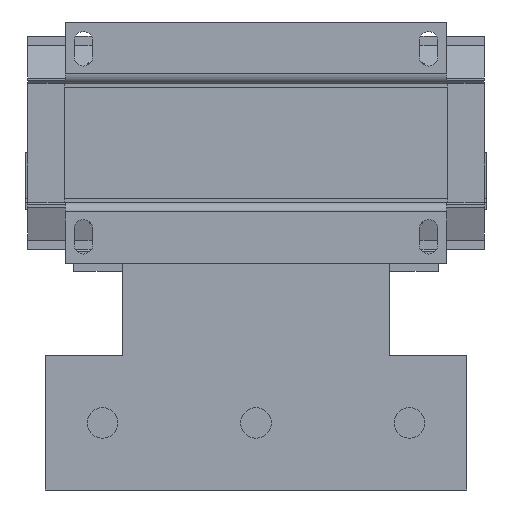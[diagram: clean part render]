
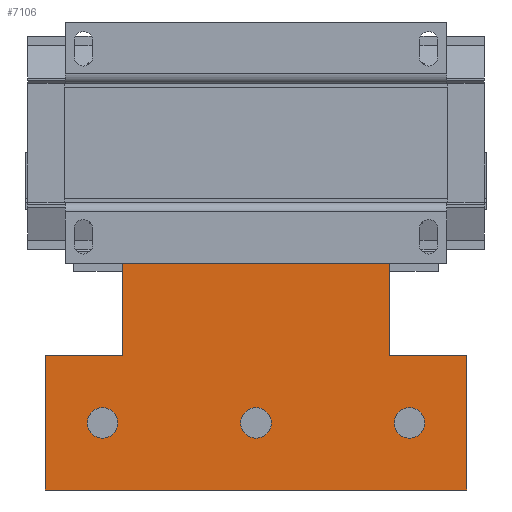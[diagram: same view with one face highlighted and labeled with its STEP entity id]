
A CAD part, front view. The second image highlights one B-rep face of the part: STEP entity #7106.
In plain terms, the highlighted planar face has unit normal (0, -1, 0).
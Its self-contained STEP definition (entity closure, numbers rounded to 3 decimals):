
#36 = EDGE_CURVE ( 'Defeature ausgef�hrt3_22+Defeature ausgef�hrt3_457+Defeature ausgef�hrt3_457+Defeature ausgef�hrt3_457', #17653, #10400, #21300, .T. ) ;
#279 = EDGE_CURVE ( 'Defeature ausgef�hrt3_22+Defeature ausgef�hrt3_445+Defeature ausgef�hrt3_445+Defeature ausgef�hrt3_445', #20595, #7777, #20451, .T. ) ;
#552 = VECTOR ( 'NONE', #15173, 1000. ) ;
#658 = CARTESIAN_POINT ( 'NONE',  ( -0.005, -36.4, -73. ) ) ;
#713 = DIRECTION ( 'NONE',  ( 1., 0., 0. ) ) ;
#798 = CARTESIAN_POINT ( 'NONE',  ( -55., -36.4, -90.5 ) ) ;
#869 = EDGE_LOOP ( 'NONE', ( #2362, #14932 ) ) ;
#990 = DIRECTION ( 'NONE',  ( 1., 0., 0. ) ) ;
#1293 = DIRECTION ( 'NONE',  ( 0., 0., -1. ) ) ;
#1764 = DIRECTION ( 'NONE',  ( 0., 0., -1. ) ) ;
#2148 = DIRECTION ( 'NONE',  ( 0., 0., -1. ) ) ;
#2278 = DIRECTION ( 'NONE',  ( 0., 1., 0. ) ) ;
#2362 = ORIENTED_EDGE ( 'NONE', *, *, #279, .T. ) ;
#2683 = DIRECTION ( 'NONE',  ( 0., 0., 1. ) ) ;
#2709 = AXIS2_PLACEMENT_3D ( 'NONE', #16888, #15132, #22115 ) ;
#2754 = CARTESIAN_POINT ( 'NONE',  ( -34.75, -36.4, -18. ) ) ;
#2794 = LINE ( 'NONE', #11407, #15529 ) ;
#3058 = CARTESIAN_POINT ( 'NONE',  ( -40.005, -36.4, -73. ) ) ;
#3071 = VECTOR ( 'NONE', #12074, 1000. ) ;
#3121 = VERTEX_POINT ( 'NONE', #3652 ) ;
#3298 = EDGE_CURVE ( 'Defeature ausgef�hrt3_22+Defeature ausgef�hrt3_451+Defeature ausgef�hrt3_451+Defeature ausgef�hrt3_451', #3121, #16886, #5375, .T. ) ;
#3652 = CARTESIAN_POINT ( 'NONE',  ( -40.005, -36.4, -69.005 ) ) ;
#3817 = CARTESIAN_POINT ( 'NONE',  ( 39.995, -36.4, -69.005 ) ) ;
#3920 = CARTESIAN_POINT ( 'NONE',  ( -0.005, -36.4, -73. ) ) ;
#4256 = CARTESIAN_POINT ( 'NONE',  ( -34.75, -36.4, -55.5 ) ) ;
#4410 = VERTEX_POINT ( 'NONE', #20915 ) ;
#4477 = CARTESIAN_POINT ( 'NONE',  ( -55., -36.4, -55.5 ) ) ;
#4619 = DIRECTION ( 'NONE',  ( 0., 1., 0. ) ) ;
#4719 = CARTESIAN_POINT ( 'NONE',  ( 34.75, -36.4, -18. ) ) ;
#5126 = CARTESIAN_POINT ( 'NONE',  ( -55., -36.4, -90.5 ) ) ;
#5251 = LINE ( 'NONE', #22010, #552 ) ;
#5350 = DIRECTION ( 'NONE',  ( 0., 1., 0. ) ) ;
#5375 = CIRCLE ( 'NONE', #16758, 3.995 ) ;
#6307 = EDGE_CURVE ( 'Defeature ausgef�hrt3_26+Defeature ausgef�hrt3_22+Defeature ausgef�hrt3_25+Defeature ausgef�hrt3_27', #22073, #9659, #5251, .T. ) ;
#6406 = ORIENTED_EDGE ( 'NONE', *, *, #36, .T. ) ;
#6882 = LINE ( 'NONE', #17355, #18191 ) ;
#6971 = CARTESIAN_POINT ( 'NONE',  ( -40.005, -36.4, -76.995 ) ) ;
#7106 = ADVANCED_FACE ( 'Defeature ausgef�hrt3_22', ( #7386, #12099, #20912, #22278 ), #22502, .T. ) ;
#7386 = FACE_BOUND ( 'NONE', #17969, .T. ) ;
#7504 = CARTESIAN_POINT ( 'NONE',  ( -40.005, -36.4, -73. ) ) ;
#7771 = LINE ( 'NONE', #5126, #3071 ) ;
#7777 = VERTEX_POINT ( 'NONE', #3817 ) ;
#7980 = ORIENTED_EDGE ( 'NONE', *, *, #6307, .F. ) ;
#8020 = EDGE_LOOP ( 'NONE', ( #22226, #18804 ) ) ;
#8468 = CARTESIAN_POINT ( 'NONE',  ( 39.995, -36.4, -73. ) ) ;
#8625 = DIRECTION ( 'NONE',  ( 0., 0., -1. ) ) ;
#8893 = ORIENTED_EDGE ( 'NONE', *, *, #15931, .F. ) ;
#9263 = ORIENTED_EDGE ( 'NONE', *, *, #21464, .T. ) ;
#9282 = EDGE_CURVE ( 'Defeature ausgef�hrt3_25+Defeature ausgef�hrt3_22+Defeature ausgef�hrt3_24+Defeature ausgef�hrt3_26', #16678, #22073, #7771, .T. ) ;
#9659 = VERTEX_POINT ( 'NONE', #4477 ) ;
#9881 = ORIENTED_EDGE ( 'NONE', *, *, #16217, .F. ) ;
#10306 = DIRECTION ( 'NONE',  ( 0., 1., 0. ) ) ;
#10333 = CIRCLE ( 'NONE', #21725, 3.995 ) ;
#10400 = VERTEX_POINT ( 'NONE', #20494 ) ;
#10654 = CARTESIAN_POINT ( 'NONE',  ( 34.75, -36.4, -55.5 ) ) ;
#10687 = VECTOR ( 'NONE', #990, 1000. ) ;
#11115 = LINE ( 'NONE', #10654, #16101 ) ;
#11150 = DIRECTION ( 'NONE',  ( 0., 0., -1. ) ) ;
#11407 = CARTESIAN_POINT ( 'NONE',  ( -34.75, -36.4, -17. ) ) ;
#11447 = VERTEX_POINT ( 'NONE', #4719 ) ;
#11962 = CARTESIAN_POINT ( 'NONE',  ( 0., -36.4, -23.5 ) ) ;
#12074 = DIRECTION ( 'NONE',  ( -1., 0., 0. ) ) ;
#12099 = FACE_BOUND ( 'NONE', #8020, .T. ) ;
#12572 = EDGE_CURVE ( 'Defeature ausgef�hrt3_27+Defeature ausgef�hrt3_22+Defeature ausgef�hrt3_26+Defeature ausgef�hrt3_20', #9659, #19063, #20980, .T. ) ;
#12689 = ORIENTED_EDGE ( 'NONE', *, *, #12572, .F. ) ;
#12760 = VERTEX_POINT ( 'NONE', #16616 ) ;
#13014 = EDGE_CURVE ( 'Defeature ausgef�hrt3_24+Defeature ausgef�hrt3_22+Defeature ausgef�hrt3_23+Defeature ausgef�hrt3_25', #4410, #16678, #6882, .T. ) ;
#13404 = EDGE_CURVE ( 'Defeature ausgef�hrt3_22+Defeature ausgef�hrt3_445+Defeature ausgef�hrt3_445+Defeature ausgef�hrt3_445', #7777, #20595, #14305, .T. ) ;
#13775 = CARTESIAN_POINT ( 'NONE',  ( -34.75, -36.4, -55.5 ) ) ;
#13816 = CARTESIAN_POINT ( 'NONE',  ( 39.995, -36.4, -76.995 ) ) ;
#14202 = VECTOR ( 'NONE', #21118, 1000. ) ;
#14275 = DIRECTION ( 'NONE',  ( 1., 0., 0. ) ) ;
#14305 = CIRCLE ( 'NONE', #15008, 3.995 ) ;
#14717 = EDGE_CURVE ( 'Defeature ausgef�hrt3_19+Defeature ausgef�hrt3_22+Defeature ausgef�hrt3_16+Defeature ausgef�hrt3_23', #11447, #15821, #22444, .T. ) ;
#14932 = ORIENTED_EDGE ( 'NONE', *, *, #13404, .T. ) ;
#15008 = AXIS2_PLACEMENT_3D ( 'NONE', #8468, #10306, #8625 ) ;
#15132 = DIRECTION ( 'NONE',  ( 0., 1., 0. ) ) ;
#15173 = DIRECTION ( 'NONE',  ( 0., 0., 1. ) ) ;
#15529 = VECTOR ( 'NONE', #2683, 1000. ) ;
#15610 = CARTESIAN_POINT ( 'NONE',  ( 34.75, -36.4, -55.5 ) ) ;
#15745 = AXIS2_PLACEMENT_3D ( 'NONE', #3920, #17806, #2148 ) ;
#15821 = VERTEX_POINT ( 'NONE', #15610 ) ;
#15931 = EDGE_CURVE ( 'Defeature ausgef�hrt3_23+Defeature ausgef�hrt3_22+Defeature ausgef�hrt3_19+Defeature ausgef�hrt3_24', #15821, #4410, #11115, .T. ) ;
#15934 = AXIS2_PLACEMENT_3D ( 'NONE', #11962, #20822, #18976 ) ;
#16101 = VECTOR ( 'NONE', #14275, 1000. ) ;
#16217 = EDGE_CURVE ( 'Defeature ausgef�hrt3_20+Defeature ausgef�hrt3_22+Defeature ausgef�hrt3_27+Defeature ausgef�hrt3_15', #19063, #12760, #2794, .T. ) ;
#16616 = CARTESIAN_POINT ( 'NONE',  ( -34.75, -36.4, -18. ) ) ;
#16678 = VERTEX_POINT ( 'NONE', #18564 ) ;
#16758 = AXIS2_PLACEMENT_3D ( 'NONE', #7504, #5350, #17942 ) ;
#16886 = VERTEX_POINT ( 'NONE', #6971 ) ;
#16888 = CARTESIAN_POINT ( 'NONE',  ( 39.995, -36.4, -73. ) ) ;
#17291 = ORIENTED_EDGE ( 'NONE', *, *, #9282, .F. ) ;
#17355 = CARTESIAN_POINT ( 'NONE',  ( 55., -36.4, -55.5 ) ) ;
#17653 = VERTEX_POINT ( 'NONE', #21623 ) ;
#17699 = ORIENTED_EDGE ( 'NONE', *, *, #18416, .F. ) ;
#17806 = DIRECTION ( 'NONE',  ( 0., 1., 0. ) ) ;
#17942 = DIRECTION ( 'NONE',  ( 0., 0., -1. ) ) ;
#17969 = EDGE_LOOP ( 'NONE', ( #9263, #6406 ) ) ;
#18191 = VECTOR ( 'NONE', #1764, 1000. ) ;
#18416 = EDGE_CURVE ( 'Defeature ausgef�hrt3_18+Defeature ausgef�hrt3_22+Defeature ausgef�hrt3_15+Defeature ausgef�hrt3_16', #12760, #11447, #21736, .T. ) ;
#18564 = CARTESIAN_POINT ( 'NONE',  ( 55., -36.4, -90.5 ) ) ;
#18804 = ORIENTED_EDGE ( 'NONE', *, *, #3298, .T. ) ;
#18976 = DIRECTION ( 'NONE',  ( 0., 0., 1. ) ) ;
#18979 = ORIENTED_EDGE ( 'NONE', *, *, #13014, .F. ) ;
#19063 = VERTEX_POINT ( 'NONE', #13775 ) ;
#19319 = CARTESIAN_POINT ( 'NONE',  ( 34.75, -36.4, -17. ) ) ;
#19454 = EDGE_LOOP ( 'NONE', ( #22829, #17699, #9881, #12689, #7980, #17291, #18979, #8893 ) ) ;
#19636 = AXIS2_PLACEMENT_3D ( 'NONE', #658, #2278, #11150 ) ;
#20427 = VECTOR ( 'NONE', #713, 1000. ) ;
#20451 = CIRCLE ( 'NONE', #2709, 3.995 ) ;
#20494 = CARTESIAN_POINT ( 'NONE',  ( -0.005, -36.4, -76.995 ) ) ;
#20595 = VERTEX_POINT ( 'NONE', #13816 ) ;
#20771 = CIRCLE ( 'NONE', #19636, 3.995 ) ;
#20822 = DIRECTION ( 'NONE',  ( 0., -1., 0. ) ) ;
#20912 = FACE_BOUND ( 'NONE', #869, .T. ) ;
#20915 = CARTESIAN_POINT ( 'NONE',  ( 55., -36.4, -55.5 ) ) ;
#20980 = LINE ( 'NONE', #4256, #20427 ) ;
#21040 = EDGE_CURVE ( 'Defeature ausgef�hrt3_22+Defeature ausgef�hrt3_451+Defeature ausgef�hrt3_451+Defeature ausgef�hrt3_451', #16886, #3121, #10333, .T. ) ;
#21118 = DIRECTION ( 'NONE',  ( 0., 0., -1. ) ) ;
#21300 = CIRCLE ( 'NONE', #15745, 3.995 ) ;
#21464 = EDGE_CURVE ( 'Defeature ausgef�hrt3_22+Defeature ausgef�hrt3_457+Defeature ausgef�hrt3_457+Defeature ausgef�hrt3_457', #10400, #17653, #20771, .T. ) ;
#21623 = CARTESIAN_POINT ( 'NONE',  ( -0.005, -36.4, -69.005 ) ) ;
#21725 = AXIS2_PLACEMENT_3D ( 'NONE', #3058, #4619, #1293 ) ;
#21736 = LINE ( 'NONE', #2754, #10687 ) ;
#22010 = CARTESIAN_POINT ( 'NONE',  ( -55., -36.4, -55.5 ) ) ;
#22073 = VERTEX_POINT ( 'NONE', #798 ) ;
#22115 = DIRECTION ( 'NONE',  ( 0., 0., -1. ) ) ;
#22226 = ORIENTED_EDGE ( 'NONE', *, *, #21040, .T. ) ;
#22278 = FACE_OUTER_BOUND ( 'NONE', #19454, .T. ) ;
#22444 = LINE ( 'NONE', #19319, #14202 ) ;
#22502 = PLANE ( 'NONE',  #15934 ) ;
#22829 = ORIENTED_EDGE ( 'NONE', *, *, #14717, .F. ) ;
